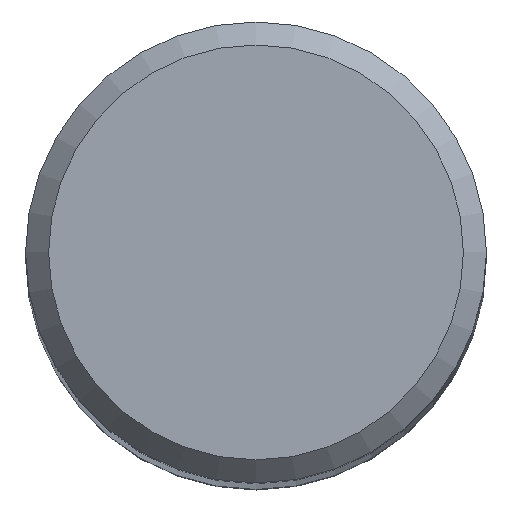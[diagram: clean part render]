
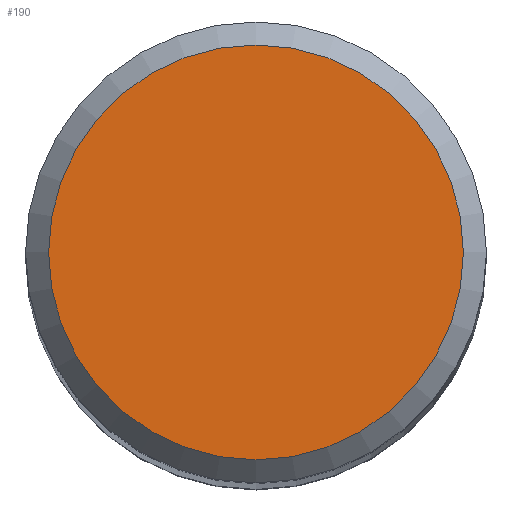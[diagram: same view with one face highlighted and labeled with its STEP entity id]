
A CAD part, top view. The second image highlights one B-rep face of the part: STEP entity #190.
In plain terms, the highlighted planar face has unit normal (0, 0, 1).
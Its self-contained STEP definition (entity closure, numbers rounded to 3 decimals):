
#150 = VERTEX_POINT('', #151);
#151 = CARTESIAN_POINT('', (-4.95, 0., 0.));
#157 = EDGE_CURVE('', #150, #150, #158, .T.);
#158 = CIRCLE('', #159, 4.95);
#159 = AXIS2_PLACEMENT_3D('', #160, #161, #162);
#160 = CARTESIAN_POINT('', (0., 0., 0.));
#161 = DIRECTION('', (0., 0., -1.));
#162 = DIRECTION('', (-1., 0., 0.));
#190 = ADVANCED_FACE('', (#191), #194, .T.);
#191 = FACE_OUTER_BOUND('', #192, .T.);
#192 = EDGE_LOOP('', (#193));
#193 = ORIENTED_EDGE('', *, *, #157, .F.);
#194 = PLANE('', #195);
#195 = AXIS2_PLACEMENT_3D('', #196, #197, #198);
#196 = CARTESIAN_POINT('', (7.7, -7.7, 0.));
#197 = DIRECTION('', (0., 0., 1.));
#198 = DIRECTION('', (0., 1., 0.));
